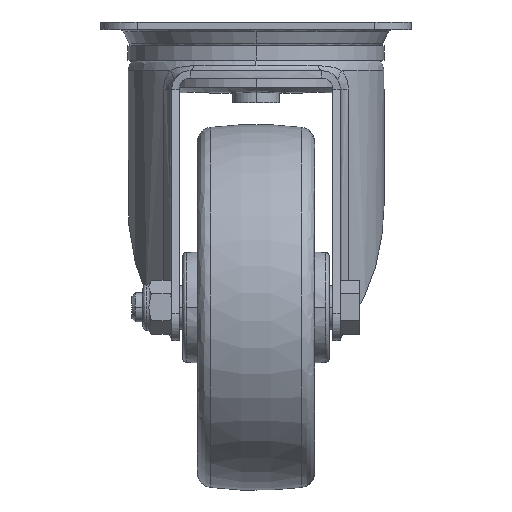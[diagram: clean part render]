
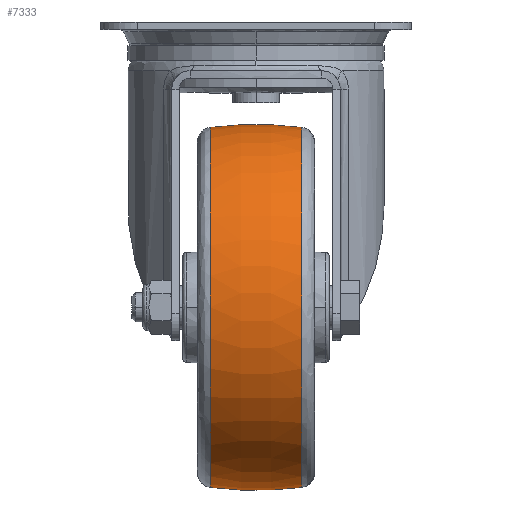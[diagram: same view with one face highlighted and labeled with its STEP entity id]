
A CAD part, top view. The second image highlights one B-rep face of the part: STEP entity #7333.
In plain terms, the highlighted toroidal (fillet/blend) face has major radius 50 mm and minor radius 100 mm.
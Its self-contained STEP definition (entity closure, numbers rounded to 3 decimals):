
#874 = EDGE_CURVE ( 'NONE', #5753, #14421, #12107, .T. ) ;
#1145 = CARTESIAN_POINT ( 'NONE',  ( 0., -20.2, 38. ) ) ;
#1397 = DIRECTION ( 'NONE',  ( 0., -1., 0. ) ) ;
#1413 = CIRCLE ( 'NONE', #12084, 100. ) ;
#1793 = CARTESIAN_POINT ( 'NONE',  ( 12.5, -119.416, 38. ) ) ;
#2890 = AXIS2_PLACEMENT_3D ( 'NONE', #10533, #13186, #4227 ) ;
#2995 = CARTESIAN_POINT ( 'NONE',  ( 0., -120.2, 38. ) ) ;
#3147 = TOROIDAL_SURFACE ( 'NONE', #2890, -50., 100. ) ;
#3189 = CARTESIAN_POINT ( 'NONE',  ( 12.5, -70.2, 38. ) ) ;
#4059 = EDGE_CURVE ( 'NONE', #7889, #14421, #1413, .T. ) ;
#4227 = DIRECTION ( 'NONE',  ( 0., -1., 0. ) ) ;
#4236 = AXIS2_PLACEMENT_3D ( 'NONE', #1145, #7642, #10314 ) ;
#5488 = AXIS2_PLACEMENT_3D ( 'NONE', #10474, #15618, #1397 ) ;
#5753 = VERTEX_POINT ( 'NONE', #10266 ) ;
#6045 = ORIENTED_EDGE ( 'NONE', *, *, #874, .F. ) ;
#6874 = CIRCLE ( 'NONE', #4236, 100. ) ;
#7257 = ORIENTED_EDGE ( 'NONE', *, *, #12417, .F. ) ;
#7333 = ADVANCED_FACE ( 'NONE', ( #14443 ), #3147, .T. ) ;
#7642 = DIRECTION ( 'NONE',  ( 0., 0., -1. ) ) ;
#7856 = CARTESIAN_POINT ( 'NONE',  ( -12.5, -20.984, 38. ) ) ;
#7889 = VERTEX_POINT ( 'NONE', #9393 ) ;
#8063 = DIRECTION ( 'NONE',  ( 0., -1., 0. ) ) ;
#8145 = DIRECTION ( 'NONE',  ( 0., 0., 1. ) ) ;
#8418 = DIRECTION ( 'NONE',  ( 1., 0., 0. ) ) ;
#8527 = EDGE_LOOP ( 'NONE', ( #9166, #14468, #6045, #7257 ) ) ;
#8804 = EDGE_CURVE ( 'NONE', #7889, #13939, #12667, .T. ) ;
#9166 = ORIENTED_EDGE ( 'NONE', *, *, #8804, .F. ) ;
#9393 = CARTESIAN_POINT ( 'NONE',  ( 12.5, -20.984, 38. ) ) ;
#9511 = DIRECTION ( 'NONE',  ( 0., -1., 0. ) ) ;
#10266 = CARTESIAN_POINT ( 'NONE',  ( -12.5, -119.416, 38. ) ) ;
#10314 = DIRECTION ( 'NONE',  ( -1., 0., 0. ) ) ;
#10474 = CARTESIAN_POINT ( 'NONE',  ( -12.5, -70.2, 38. ) ) ;
#10533 = CARTESIAN_POINT ( 'NONE',  ( 0., -70.2, 38. ) ) ;
#11082 = AXIS2_PLACEMENT_3D ( 'NONE', #3189, #8418, #9511 ) ;
#12084 = AXIS2_PLACEMENT_3D ( 'NONE', #2995, #8145, #8063 ) ;
#12107 = CIRCLE ( 'NONE', #5488, 49.216 ) ;
#12417 = EDGE_CURVE ( 'NONE', #13939, #5753, #6874, .T. ) ;
#12667 = CIRCLE ( 'NONE', #11082, 49.216 ) ;
#13186 = DIRECTION ( 'NONE',  ( -1., 0., 0. ) ) ;
#13939 = VERTEX_POINT ( 'NONE', #1793 ) ;
#14421 = VERTEX_POINT ( 'NONE', #7856 ) ;
#14443 = FACE_OUTER_BOUND ( 'NONE', #8527, .T. ) ;
#14468 = ORIENTED_EDGE ( 'NONE', *, *, #4059, .T. ) ;
#15618 = DIRECTION ( 'NONE',  ( -1., 0., 0. ) ) ;
